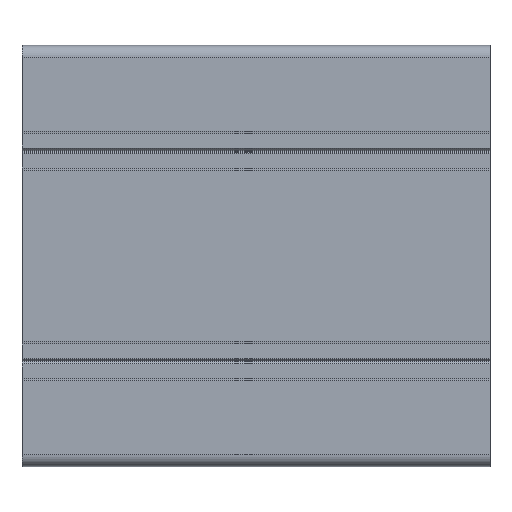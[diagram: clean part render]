
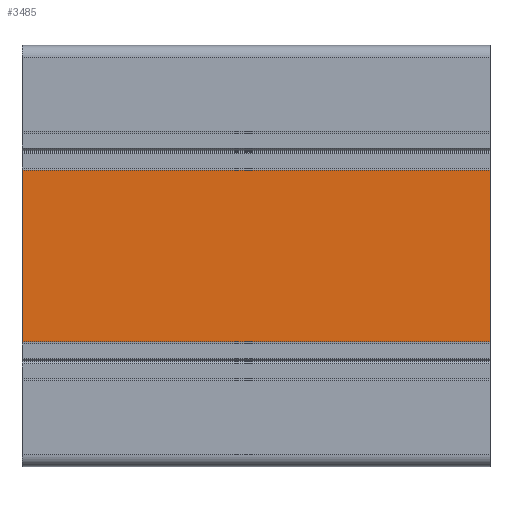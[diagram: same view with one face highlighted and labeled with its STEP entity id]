
A CAD part, front view. The second image highlights one B-rep face of the part: STEP entity #3485.
In plain terms, the highlighted planar face has unit normal (0, -1, 0).
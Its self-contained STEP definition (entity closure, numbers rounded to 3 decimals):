
#27 = DIRECTION ( 'NONE',  ( -1., 0., 0. ) ) ;
#64 = CARTESIAN_POINT ( 'NONE',  ( 59.184, 24.898, 40.85 ) ) ;
#606 = LINE ( 'NONE', #1924, #2619 ) ;
#1357 = DIRECTION ( 'NONE',  ( 0., 0., 1. ) ) ;
#1401 = EDGE_CURVE ( 'NONE', #8299, #5761, #8255, .T. ) ;
#1605 = DIRECTION ( 'NONE',  ( 0., 0., -1. ) ) ;
#1722 = EDGE_CURVE ( 'NONE', #8206, #7430, #5057, .T. ) ;
#1924 = CARTESIAN_POINT ( 'NONE',  ( 59.184, 24.898, 4.15 ) ) ;
#2016 = DIRECTION ( 'NONE',  ( 0., 1., 0. ) ) ;
#2230 = ORIENTED_EDGE ( 'NONE', *, *, #1722, .F. ) ;
#2422 = CARTESIAN_POINT ( 'NONE',  ( -40.816, 24.898, 40.85 ) ) ;
#2619 = VECTOR ( 'NONE', #27, 1000. ) ;
#2644 = CARTESIAN_POINT ( 'NONE',  ( 59.184, 24.898, 40.85 ) ) ;
#2651 = CARTESIAN_POINT ( 'NONE',  ( 59.184, 24.898, 4.15 ) ) ;
#3342 = FACE_OUTER_BOUND ( 'NONE', #6202, .T. ) ;
#3485 = ADVANCED_FACE ( 'NONE', ( #3342 ), #5895, .F. ) ;
#4175 = EDGE_CURVE ( 'NONE', #8206, #8299, #7550, .T. ) ;
#4178 = CARTESIAN_POINT ( 'NONE',  ( 59.184, 24.898, 40.85 ) ) ;
#4221 = CARTESIAN_POINT ( 'NONE',  ( 59.184, 24.898, 40.85 ) ) ;
#4365 = DIRECTION ( 'NONE',  ( 0., 0., -1. ) ) ;
#4375 = CARTESIAN_POINT ( 'NONE',  ( -40.816, 24.898, 4.15 ) ) ;
#4592 = DIRECTION ( 'NONE',  ( -1., 0., 0. ) ) ;
#4664 = EDGE_CURVE ( 'NONE', #7430, #5761, #606, .T. ) ;
#4878 = CARTESIAN_POINT ( 'NONE',  ( -40.816, 24.898, 40.85 ) ) ;
#5057 = LINE ( 'NONE', #4221, #5863 ) ;
#5761 = VERTEX_POINT ( 'NONE', #4375 ) ;
#5863 = VECTOR ( 'NONE', #1605, 1000. ) ;
#5880 = ORIENTED_EDGE ( 'NONE', *, *, #4175, .T. ) ;
#5895 = PLANE ( 'NONE',  #8240 ) ;
#6202 = EDGE_LOOP ( 'NONE', ( #7530, #6697, #2230, #5880 ) ) ;
#6244 = VECTOR ( 'NONE', #4592, 1000. ) ;
#6697 = ORIENTED_EDGE ( 'NONE', *, *, #4664, .F. ) ;
#7430 = VERTEX_POINT ( 'NONE', #2651 ) ;
#7530 = ORIENTED_EDGE ( 'NONE', *, *, #1401, .T. ) ;
#7550 = LINE ( 'NONE', #64, #6244 ) ;
#7652 = VECTOR ( 'NONE', #4365, 1000. ) ;
#8206 = VERTEX_POINT ( 'NONE', #4178 ) ;
#8240 = AXIS2_PLACEMENT_3D ( 'NONE', #2644, #2016, #1357 ) ;
#8255 = LINE ( 'NONE', #2422, #7652 ) ;
#8299 = VERTEX_POINT ( 'NONE', #4878 ) ;
